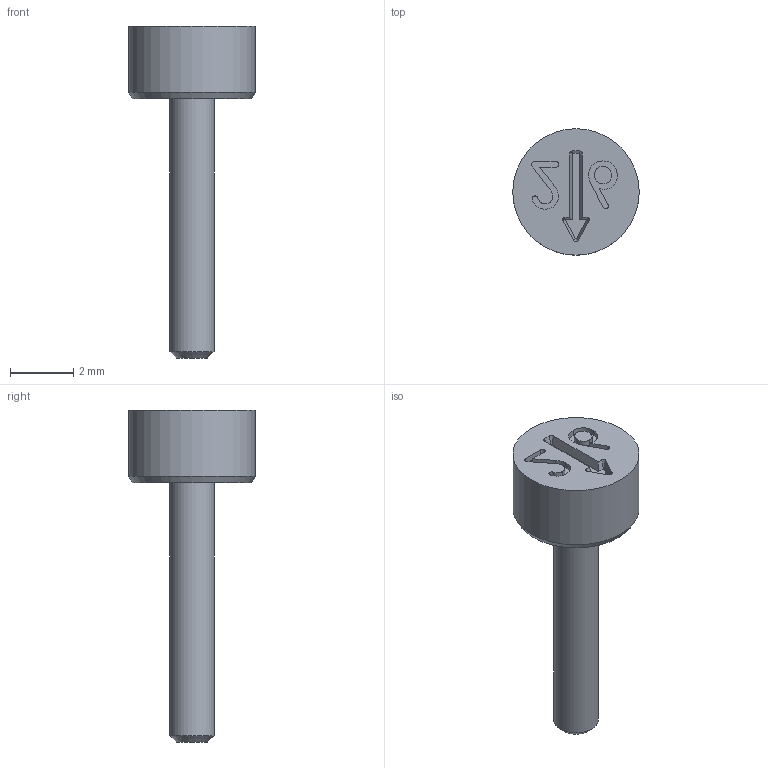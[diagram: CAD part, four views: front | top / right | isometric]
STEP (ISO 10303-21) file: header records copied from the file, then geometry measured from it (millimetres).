
FILE_DESCRIPTION(/* description */ (''),/* implementation_level */ '2;1');
FILE_NAME(/* name */ 'Dati-3000_GF$4$Jahr.stp',/* time_stamp */ '2025-08-28T15:14:06+02:00',/* author */ ('olafg'),/* organization */ (''),/* preprocessor_version */ 'ST-DEVELOPER v20',/* originating_system */ 'Autodesk Inventor 2024',/* authorisation */ '');
FILE_SCHEMA (('AUTOMOTIVE_DESIGN { 1 0 10303 214 3 1 1 }'));
Length unit declared in the file: millimetre
Products named in the file (1): 2004-05-00 Stelleinsatz
Bounding box: 4 x 4 x 10.5 mm (x, y, z)
Volume: 40.8 mm3; surface area: 92.4 mm2
Topology: 1 solids, 1 shells, 56 faces, 147 edges, 96 vertices
Faces by surface type: bspline 25, plane 22, cone 7, cylinder 2
Full cylindrical faces by diameter (mm): 1.4 x1, 4 x1
Entity records: 1979 total; most frequent: CARTESIAN_POINT 722, ORIENTED_EDGE 290, DIRECTION 173, EDGE_CURVE 145, VERTEX_POINT 96, LINE 81, VECTOR 81, EDGE_LOOP 61
